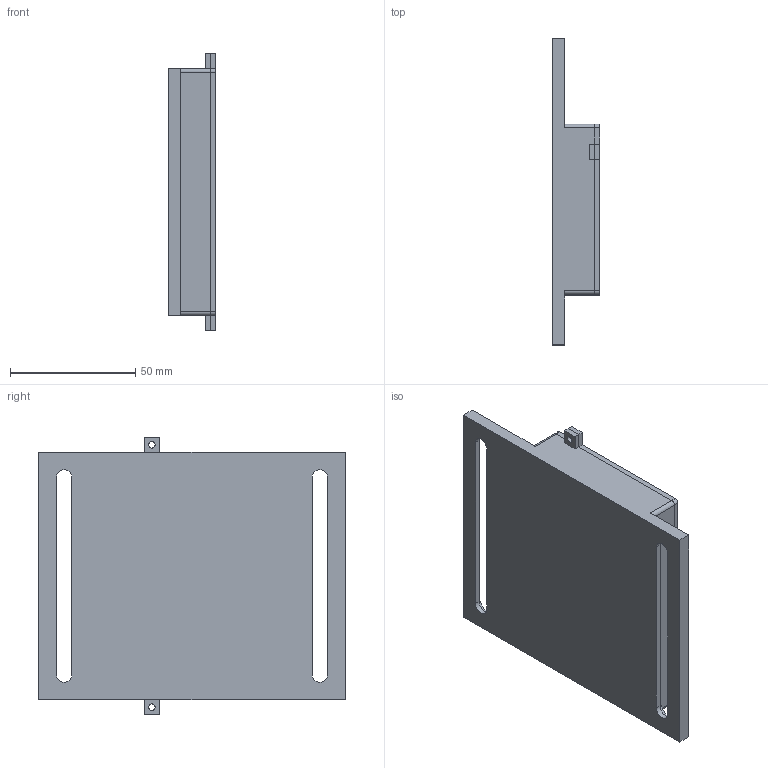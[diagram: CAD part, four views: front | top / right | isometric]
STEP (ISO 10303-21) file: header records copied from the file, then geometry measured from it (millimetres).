
FILE_DESCRIPTION(/* description */ (''),/* implementation_level */ '2;1');
FILE_NAME(/* name */ 'Morse Code case.step',/* time_stamp */ '2025-08-01T15:40:15-07:00',/* author */ (''),/* organization */ (''),/* preprocessor_version */ 'ST-DEVELOPER v20.1',/* originating_system */ 'Autodesk Translation Framework v14.10.0.0',/* authorisation */ '');
FILE_SCHEMA (('AUTOMOTIVE_DESIGN { 1 0 10303 214 3 1 1 }'));
Length unit declared in the file: millimetre
Products named in the file (1): Morse Code Case
Bounding box: 19 x 122 x 110.6 mm (x, y, z)
Volume: 53252.1 mm3; surface area: 50045.6 mm2
Topology: 11 solids, 11 shells, 547 faces, 1530 edges, 1020 vertices
Faces by surface type: bspline 258, plane 251, cylinder 38
Full cylindrical faces by diameter (mm): 2.6 x4, 4.75 x2, 6 x5, 12.75 x1, 27.5 x2
Entity records: 19954 total; most frequent: CARTESIAN_POINT 7484, ORIENTED_EDGE 3060, DIRECTION 1670, EDGE_CURVE 1530, VERTEX_POINT 1020, LINE 938, VECTOR 938, EDGE_LOOP 594
